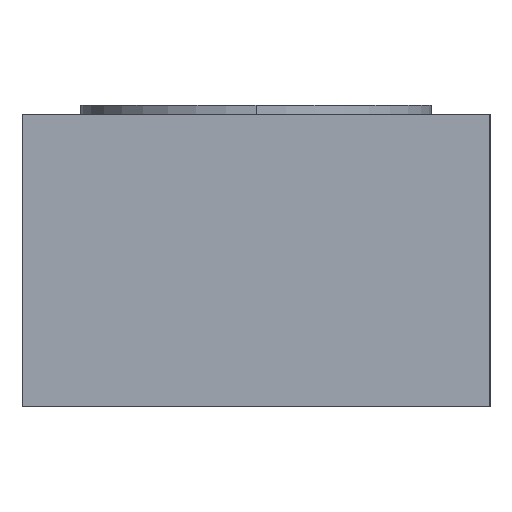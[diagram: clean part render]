
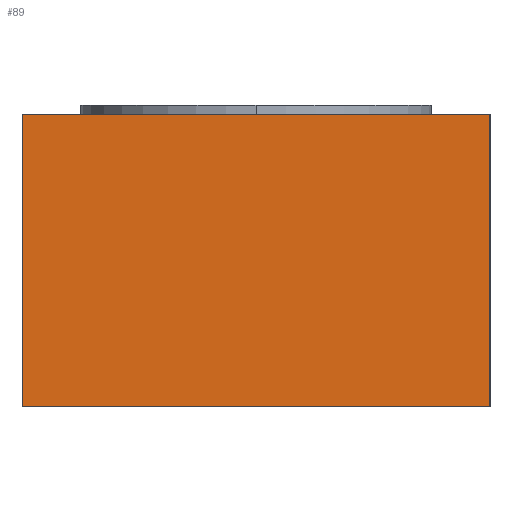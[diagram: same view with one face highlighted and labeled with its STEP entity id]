
A CAD part, left-side view. The second image highlights one B-rep face of the part: STEP entity #89.
In plain terms, the highlighted planar face has unit normal (-1, 0, 0).
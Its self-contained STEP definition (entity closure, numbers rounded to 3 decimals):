
#89 = ADVANCED_FACE ( 'NONE', ( #506 ), #505, .F. ) ;
#90 = ORIENTED_EDGE ( 'NONE', *, *, #108, .T. ) ;
#99 = EDGE_CURVE ( 'NONE', #221, #280, #491, .T. ) ;
#105 = ORIENTED_EDGE ( 'NONE', *, *, #99, .T. ) ;
#108 = EDGE_CURVE ( 'NONE', #280, #143, #529, .T. ) ;
#109 = ORIENTED_EDGE ( 'NONE', *, *, #129, .F. ) ;
#110 = ORIENTED_EDGE ( 'NONE', *, *, #219, .F. ) ;
#119 = EDGE_LOOP ( 'NONE', ( #90, #109, #110, #105 ) ) ;
#129 = EDGE_CURVE ( 'NONE', #166, #143, #564, .T. ) ;
#143 = VERTEX_POINT ( 'NONE', #566 ) ;
#166 = VERTEX_POINT ( 'NONE', #657 ) ;
#219 = EDGE_CURVE ( 'NONE', #221, #166, #702, .T. ) ;
#221 = VERTEX_POINT ( 'NONE', #752 ) ;
#280 = VERTEX_POINT ( 'NONE', #824 ) ;
#491 = LINE ( 'NONE', #524, #523 ) ;
#505 = PLANE ( 'NONE',  #550 ) ;
#506 = FACE_OUTER_BOUND ( 'NONE', #119, .T. ) ;
#522 = DIRECTION ( 'NONE',  ( 0., 0., -1. ) ) ;
#523 = VECTOR ( 'NONE', #522, 1000. ) ;
#524 = CARTESIAN_POINT ( 'NONE',  ( -32.5, 20., 25. ) ) ;
#526 = DIRECTION ( 'NONE',  ( 0., -1., 0. ) ) ;
#527 = VECTOR ( 'NONE', #526, 1000. ) ;
#528 = CARTESIAN_POINT ( 'NONE',  ( -32.5, 20., 0. ) ) ;
#529 = LINE ( 'NONE', #528, #527 ) ;
#547 = DIRECTION ( 'NONE',  ( 0., 1., 0. ) ) ;
#548 = DIRECTION ( 'NONE',  ( 1., 0., 0. ) ) ;
#549 = CARTESIAN_POINT ( 'NONE',  ( -32.5, 20., 25. ) ) ;
#550 = AXIS2_PLACEMENT_3D ( 'NONE', #549, #548, #547 ) ;
#561 = DIRECTION ( 'NONE',  ( 0., 0., -1. ) ) ;
#562 = VECTOR ( 'NONE', #561, 1000. ) ;
#563 = CARTESIAN_POINT ( 'NONE',  ( -32.5, -20., 25. ) ) ;
#564 = LINE ( 'NONE', #563, #562 ) ;
#566 = CARTESIAN_POINT ( 'NONE',  ( -32.5, -20., 0. ) ) ;
#657 = CARTESIAN_POINT ( 'NONE',  ( -32.5, -20., 25. ) ) ;
#702 = LINE ( 'NONE', #755, #754 ) ;
#752 = CARTESIAN_POINT ( 'NONE',  ( -32.5, 20., 25. ) ) ;
#753 = DIRECTION ( 'NONE',  ( 0., -1., 0. ) ) ;
#754 = VECTOR ( 'NONE', #753, 1000. ) ;
#755 = CARTESIAN_POINT ( 'NONE',  ( -32.5, 20., 25. ) ) ;
#824 = CARTESIAN_POINT ( 'NONE',  ( -32.5, 20., 0. ) ) ;
